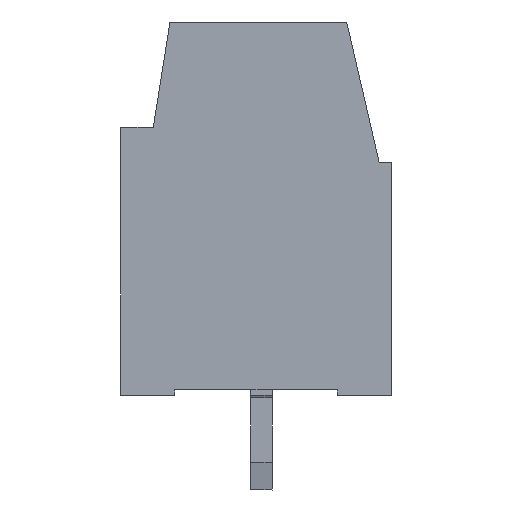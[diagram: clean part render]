
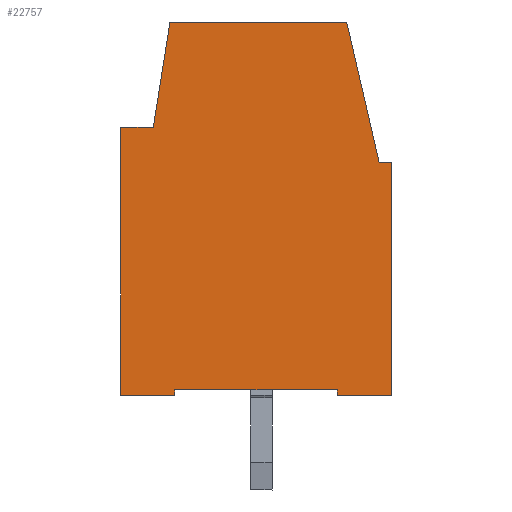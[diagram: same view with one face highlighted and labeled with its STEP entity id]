
A CAD part, left-side view. The second image highlights one B-rep face of the part: STEP entity #22757.
In plain terms, the highlighted planar face has unit normal (-1, 0, 0).
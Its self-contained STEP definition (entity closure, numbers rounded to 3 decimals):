
#22665=AXIS2_PLACEMENT_3D('Plane Axis2P3D',#22662,#22663,#22664) ;
#22273=CARTESIAN_POINT('Vertex',(0.,0.,12.101)) ;
#22276=CARTESIAN_POINT('Line Origine',(0.,0.,7.8)) ;
#22280=CARTESIAN_POINT('Vertex',(0.,0.,3.5)) ;
#22646=CARTESIAN_POINT('Vertex',(0.,0.445,12.1)) ;
#22649=CARTESIAN_POINT('Line Origine',(0.,0.223,12.1)) ;
#22662=CARTESIAN_POINT('Axis2P3D Location',(0.,3.449,14.)) ;
#22667=CARTESIAN_POINT('Line Origine',(0.,1.027,14.623)) ;
#22671=CARTESIAN_POINT('Vertex',(0.,1.609,17.145)) ;
#22674=CARTESIAN_POINT('Line Origine',(0.,1.627,17.223)) ;
#22678=CARTESIAN_POINT('Vertex',(0.,1.645,17.3)) ;
#22681=CARTESIAN_POINT('Line Origine',(0.,4.913,17.3)) ;
#22685=CARTESIAN_POINT('Vertex',(0.,8.181,17.301)) ;
#22688=CARTESIAN_POINT('Line Origine',(0.,8.49,15.351)) ;
#22692=CARTESIAN_POINT('Vertex',(0.,8.799,13.401)) ;
#22695=CARTESIAN_POINT('Line Origine',(0.,9.399,13.401)) ;
#22699=CARTESIAN_POINT('Vertex',(0.,9.999,13.401)) ;
#22702=CARTESIAN_POINT('Line Origine',(0.,10.,8.451)) ;
#22706=CARTESIAN_POINT('Vertex',(0.,10.,3.501)) ;
#22709=CARTESIAN_POINT('Line Origine',(0.,9.,3.501)) ;
#22713=CARTESIAN_POINT('Vertex',(0.,8.,3.501)) ;
#22716=CARTESIAN_POINT('Line Origine',(0.,8.,3.601)) ;
#22720=CARTESIAN_POINT('Vertex',(0.,8.,3.701)) ;
#22723=CARTESIAN_POINT('Line Origine',(0.,5.,3.7)) ;
#22727=CARTESIAN_POINT('Vertex',(0.,2.,3.7)) ;
#22730=CARTESIAN_POINT('Line Origine',(0.,2.,3.6)) ;
#22734=CARTESIAN_POINT('Vertex',(0.,2.,3.5)) ;
#22737=CARTESIAN_POINT('Line Origine',(0.,1.,3.5)) ;
#22277=DIRECTION('Vector Direction',(0.,0.,1.)) ;
#22650=DIRECTION('Vector Direction',(0.,-1.,0.001)) ;
#22663=DIRECTION('Axis2P3D Direction',(1.,0.,0.)) ;
#22664=DIRECTION('Axis2P3D XDirection',(0.,1.,0.)) ;
#22668=DIRECTION('Vector Direction',(0.,0.225,0.974)) ;
#22675=DIRECTION('Vector Direction',(0.,0.225,0.974)) ;
#22682=DIRECTION('Vector Direction',(0.,-1.,0.)) ;
#22689=DIRECTION('Vector Direction',(0.,0.157,-0.988)) ;
#22696=DIRECTION('Vector Direction',(0.,-1.,0.)) ;
#22703=DIRECTION('Vector Direction',(0.,0.,-1.)) ;
#22710=DIRECTION('Vector Direction',(0.,-1.,0.)) ;
#22717=DIRECTION('Vector Direction',(0.,0.,1.)) ;
#22724=DIRECTION('Vector Direction',(0.,-1.,0.)) ;
#22731=DIRECTION('Vector Direction',(0.,0.,-1.)) ;
#22738=DIRECTION('Vector Direction',(0.,-1.,0.)) ;
#22278=VECTOR('Line Direction',#22277,1.) ;
#22651=VECTOR('Line Direction',#22650,1.) ;
#22669=VECTOR('Line Direction',#22668,1.) ;
#22676=VECTOR('Line Direction',#22675,1.) ;
#22683=VECTOR('Line Direction',#22682,1.) ;
#22690=VECTOR('Line Direction',#22689,1.) ;
#22697=VECTOR('Line Direction',#22696,1.) ;
#22704=VECTOR('Line Direction',#22703,1.) ;
#22711=VECTOR('Line Direction',#22710,1.) ;
#22718=VECTOR('Line Direction',#22717,1.) ;
#22725=VECTOR('Line Direction',#22724,1.) ;
#22732=VECTOR('Line Direction',#22731,1.) ;
#22739=VECTOR('Line Direction',#22738,1.) ;
#22743=ORIENTED_EDGE('',*,*,#22282,.T.) ;
#22744=ORIENTED_EDGE('',*,*,#22653,.F.) ;
#22745=ORIENTED_EDGE('',*,*,#22673,.T.) ;
#22746=ORIENTED_EDGE('',*,*,#22680,.T.) ;
#22747=ORIENTED_EDGE('',*,*,#22687,.F.) ;
#22748=ORIENTED_EDGE('',*,*,#22694,.T.) ;
#22749=ORIENTED_EDGE('',*,*,#22701,.F.) ;
#22750=ORIENTED_EDGE('',*,*,#22708,.T.) ;
#22751=ORIENTED_EDGE('',*,*,#22715,.T.) ;
#22752=ORIENTED_EDGE('',*,*,#22722,.T.) ;
#22753=ORIENTED_EDGE('',*,*,#22729,.T.) ;
#22754=ORIENTED_EDGE('',*,*,#22736,.T.) ;
#22755=ORIENTED_EDGE('',*,*,#22741,.T.) ;
#22757=ADVANCED_FACE('COVER',(#22756),#22666,.F.) ;
#22282=EDGE_CURVE('',#22281,#22274,#22279,.T.) ;
#22653=EDGE_CURVE('',#22647,#22274,#22652,.T.) ;
#22673=EDGE_CURVE('',#22647,#22672,#22670,.T.) ;
#22680=EDGE_CURVE('',#22672,#22679,#22677,.T.) ;
#22687=EDGE_CURVE('',#22686,#22679,#22684,.T.) ;
#22694=EDGE_CURVE('',#22686,#22693,#22691,.T.) ;
#22701=EDGE_CURVE('',#22700,#22693,#22698,.T.) ;
#22708=EDGE_CURVE('',#22700,#22707,#22705,.T.) ;
#22715=EDGE_CURVE('',#22707,#22714,#22712,.T.) ;
#22722=EDGE_CURVE('',#22714,#22721,#22719,.T.) ;
#22729=EDGE_CURVE('',#22721,#22728,#22726,.T.) ;
#22736=EDGE_CURVE('',#22728,#22735,#22733,.T.) ;
#22741=EDGE_CURVE('',#22735,#22281,#22740,.T.) ;
#22742=EDGE_LOOP('',(#22743,#22744,#22745,#22746,#22747,#22748,#22749,#22750,#22751,#22752,#22753,#22754,#22755)) ;
#22756=FACE_OUTER_BOUND('',#22742,.T.) ;
#22279=LINE('Line',#22276,#22278) ;
#22652=LINE('Line',#22649,#22651) ;
#22670=LINE('Line',#22667,#22669) ;
#22677=LINE('Line',#22674,#22676) ;
#22684=LINE('Line',#22681,#22683) ;
#22691=LINE('Line',#22688,#22690) ;
#22698=LINE('Line',#22695,#22697) ;
#22705=LINE('Line',#22702,#22704) ;
#22712=LINE('Line',#22709,#22711) ;
#22719=LINE('Line',#22716,#22718) ;
#22726=LINE('Line',#22723,#22725) ;
#22733=LINE('Line',#22730,#22732) ;
#22740=LINE('Line',#22737,#22739) ;
#22666=PLANE('',#22665) ;
#22274=VERTEX_POINT('',#22273) ;
#22281=VERTEX_POINT('',#22280) ;
#22647=VERTEX_POINT('',#22646) ;
#22672=VERTEX_POINT('',#22671) ;
#22679=VERTEX_POINT('',#22678) ;
#22686=VERTEX_POINT('',#22685) ;
#22693=VERTEX_POINT('',#22692) ;
#22700=VERTEX_POINT('',#22699) ;
#22707=VERTEX_POINT('',#22706) ;
#22714=VERTEX_POINT('',#22713) ;
#22721=VERTEX_POINT('',#22720) ;
#22728=VERTEX_POINT('',#22727) ;
#22735=VERTEX_POINT('',#22734) ;
